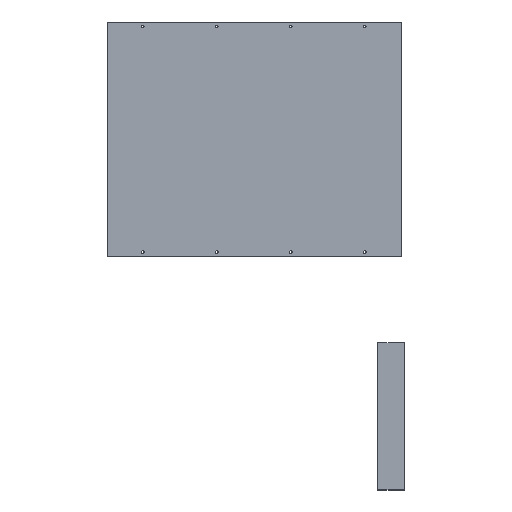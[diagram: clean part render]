
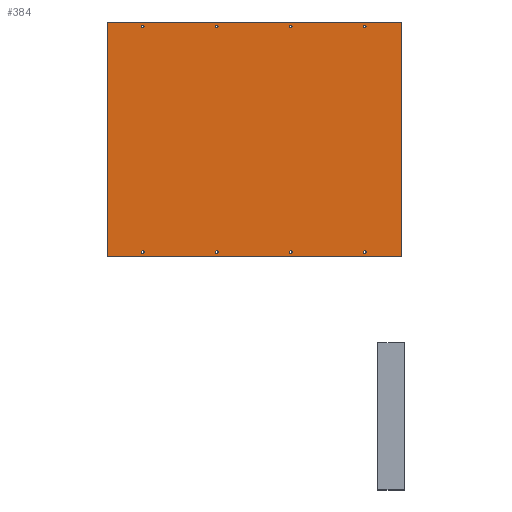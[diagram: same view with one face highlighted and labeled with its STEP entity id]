
A CAD part, top view. The second image highlights one B-rep face of the part: STEP entity #384.
In plain terms, the highlighted planar face has unit normal (0, 0, 1).
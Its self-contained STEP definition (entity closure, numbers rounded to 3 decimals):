
#21=FACE_BOUND('',#105,.T.);
#22=FACE_BOUND('',#106,.T.);
#23=FACE_BOUND('',#107,.T.);
#24=FACE_BOUND('',#108,.T.);
#25=FACE_BOUND('',#109,.T.);
#26=FACE_BOUND('',#110,.T.);
#27=FACE_BOUND('',#111,.T.);
#28=FACE_BOUND('',#112,.T.);
#30=CIRCLE('',#408,2.75);
#32=CIRCLE('',#411,2.75);
#34=CIRCLE('',#414,2.75);
#36=CIRCLE('',#417,2.75);
#38=CIRCLE('',#420,2.75);
#40=CIRCLE('',#423,2.75);
#42=CIRCLE('',#426,2.75);
#44=CIRCLE('',#429,2.75);
#76=FACE_OUTER_BOUND('',#104,.T.);
#104=EDGE_LOOP('',(#341,#342,#343,#344));
#105=EDGE_LOOP('',(#345));
#106=EDGE_LOOP('',(#346));
#107=EDGE_LOOP('',(#347));
#108=EDGE_LOOP('',(#348));
#109=EDGE_LOOP('',(#349));
#110=EDGE_LOOP('',(#350));
#111=EDGE_LOOP('',(#351));
#112=EDGE_LOOP('',(#352));
#133=LINE('',#620,#165);
#137=LINE('',#628,#169);
#140=LINE('',#634,#172);
#143=LINE('',#639,#175);
#165=VECTOR('',#520,10.);
#169=VECTOR('',#526,10.);
#172=VECTOR('',#531,10.);
#175=VECTOR('',#536,10.);
#186=VERTEX_POINT('',#572);
#188=VERTEX_POINT('',#578);
#190=VERTEX_POINT('',#584);
#192=VERTEX_POINT('',#590);
#194=VERTEX_POINT('',#596);
#196=VERTEX_POINT('',#602);
#198=VERTEX_POINT('',#608);
#200=VERTEX_POINT('',#614);
#201=VERTEX_POINT('',#618);
#202=VERTEX_POINT('',#619);
#205=VERTEX_POINT('',#627);
#207=VERTEX_POINT('',#633);
#223=EDGE_CURVE('',#186,#186,#30,.T.);
#226=EDGE_CURVE('',#188,#188,#32,.T.);
#229=EDGE_CURVE('',#190,#190,#34,.T.);
#232=EDGE_CURVE('',#192,#192,#36,.T.);
#235=EDGE_CURVE('',#194,#194,#38,.T.);
#238=EDGE_CURVE('',#196,#196,#40,.T.);
#241=EDGE_CURVE('',#198,#198,#42,.T.);
#244=EDGE_CURVE('',#200,#200,#44,.T.);
#245=EDGE_CURVE('',#201,#202,#133,.T.);
#249=EDGE_CURVE('',#201,#205,#137,.T.);
#252=EDGE_CURVE('',#205,#207,#140,.T.);
#255=EDGE_CURVE('',#207,#202,#143,.T.);
#341=ORIENTED_EDGE('',*,*,#249,.T.);
#342=ORIENTED_EDGE('',*,*,#252,.T.);
#343=ORIENTED_EDGE('',*,*,#255,.T.);
#344=ORIENTED_EDGE('',*,*,#245,.F.);
#345=ORIENTED_EDGE('',*,*,#223,.T.);
#346=ORIENTED_EDGE('',*,*,#226,.T.);
#347=ORIENTED_EDGE('',*,*,#229,.T.);
#348=ORIENTED_EDGE('',*,*,#232,.T.);
#349=ORIENTED_EDGE('',*,*,#235,.T.);
#350=ORIENTED_EDGE('',*,*,#238,.T.);
#351=ORIENTED_EDGE('',*,*,#241,.T.);
#352=ORIENTED_EDGE('',*,*,#244,.T.);
#364=PLANE('',#435);
#384=ADVANCED_FACE('',(#76,#21,#22,#23,#24,#25,#26,#27,#28),#364,.F.);
#408=AXIS2_PLACEMENT_3D('',#574,#467,#468);
#411=AXIS2_PLACEMENT_3D('',#580,#474,#475);
#414=AXIS2_PLACEMENT_3D('',#586,#481,#482);
#417=AXIS2_PLACEMENT_3D('',#592,#488,#489);
#420=AXIS2_PLACEMENT_3D('',#598,#495,#496);
#423=AXIS2_PLACEMENT_3D('',#604,#502,#503);
#426=AXIS2_PLACEMENT_3D('',#610,#509,#510);
#429=AXIS2_PLACEMENT_3D('',#616,#516,#517);
#435=AXIS2_PLACEMENT_3D('',#642,#540,#541);
#467=DIRECTION('center_axis',(0.,0.,
-1.));
#468=DIRECTION('ref_axis',(0.,-1.,0.));
#474=DIRECTION('center_axis',(0.,0.,
-1.));
#475=DIRECTION('ref_axis',(0.,-1.,0.));
#481=DIRECTION('center_axis',(0.,0.,
-1.));
#482=DIRECTION('ref_axis',(0.,-1.,0.));
#488=DIRECTION('center_axis',(0.,0.,
-1.));
#489=DIRECTION('ref_axis',(0.,-1.,0.));
#495=DIRECTION('center_axis',(0.,0.,
-1.));
#496=DIRECTION('ref_axis',(0.,-1.,0.));
#502=DIRECTION('center_axis',(0.,0.,
-1.));
#503=DIRECTION('ref_axis',(0.,-1.,0.));
#509=DIRECTION('center_axis',(0.,0.,
-1.));
#510=DIRECTION('ref_axis',(0.,-1.,0.));
#516=DIRECTION('center_axis',(0.,0.,
-1.));
#517=DIRECTION('ref_axis',(0.,-1.,0.));
#520=DIRECTION('',(0.,1.,0.));
#526=DIRECTION('',(1.,0.,0.));
#531=DIRECTION('',(0.,1.,0.));
#536=DIRECTION('',(-1.,0.,0.));
#540=DIRECTION('center_axis',(0.,0.,
-1.));
#541=DIRECTION('ref_axis',(0.,-1.,0.));
#572=CARTESIAN_POINT('',(-380.15,822.75,3.1));
#574=CARTESIAN_POINT('Origin',(-380.15,820.,3.1));
#578=CARTESIAN_POINT('',(-229.275,822.75,3.1));
#580=CARTESIAN_POINT('Origin',(-229.275,820.,3.1));
#584=CARTESIAN_POINT('',(-531.025,822.75,3.1));
#586=CARTESIAN_POINT('Origin',(-531.025,820.,3.1));
#590=CARTESIAN_POINT('',(-78.4,822.75,3.1));
#592=CARTESIAN_POINT('Origin',(-78.4,820.,3.1));
#596=CARTESIAN_POINT('',(-380.088,362.75,3.1));
#598=CARTESIAN_POINT('Origin',(-380.088,360.,3.1));
#602=CARTESIAN_POINT('',(-229.213,362.75,3.1));
#604=CARTESIAN_POINT('Origin',(-229.213,360.,3.1));
#608=CARTESIAN_POINT('',(-530.963,362.75,3.1));
#610=CARTESIAN_POINT('Origin',(-530.963,360.,3.1));
#614=CARTESIAN_POINT('',(-78.428,362.75,3.1));
#616=CARTESIAN_POINT('Origin',(-78.428,360.,3.1));
#618=CARTESIAN_POINT('',(-603.,351.,3.1));
#619=CARTESIAN_POINT('',(-603.,829.,3.1));
#620=CARTESIAN_POINT('',(-603.,829.,3.1));
#627=CARTESIAN_POINT('',(-3.,351.,3.1));
#628=CARTESIAN_POINT('',(-603.,351.,3.1));
#633=CARTESIAN_POINT('',(-3.,829.,3.1));
#634=CARTESIAN_POINT('',(-3.,351.,3.1));
#639=CARTESIAN_POINT('',(-586.,829.,3.1));
#642=CARTESIAN_POINT('Origin',(-303.,589.,3.1));
